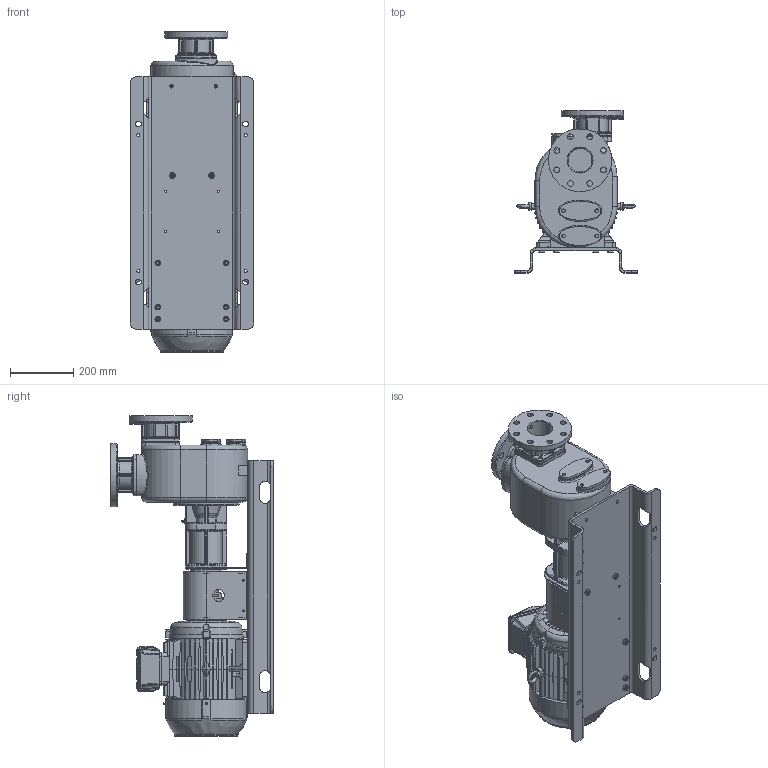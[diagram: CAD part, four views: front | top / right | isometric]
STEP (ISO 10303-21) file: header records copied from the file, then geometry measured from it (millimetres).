
FILE_DESCRIPTION((''),'2;1');
FILE_NAME('S_80_B-FIT52','2019-12-13T15:49:19',('Nicola'),(''),'CREO PARAMETRIC BY PTC INC, 2019224','CREO PARAMETRIC BY PTC INC, 2019224','');
FILE_SCHEMA(('CONFIG_CONTROL_DESIGN'));
Products named in the file (1): S_80_B-FIT52
Bounding box: 390 x 514 x 1014.5 mm (x, y, z)
Volume: 40357460.2 mm3; surface area: 2554278.6 mm2
Topology: 3 solids, 3 shells, 4078 faces, 10355 edges, 6541 vertices
Faces by surface type: plane 2455, cylinder 745, cone 411, torus 216, bspline 214, sphere 31, extrusion 6
Entity records: 157188 total; most frequent: CARTESIAN_POINT 60753, ORIENTED_EDGE 20674, DIRECTION 18793, EDGE_CURVE 10337, VERTEX_POINT 6541, VECTOR 6281, LINE 6275, AXIS2_PLACEMENT_3D 6256
